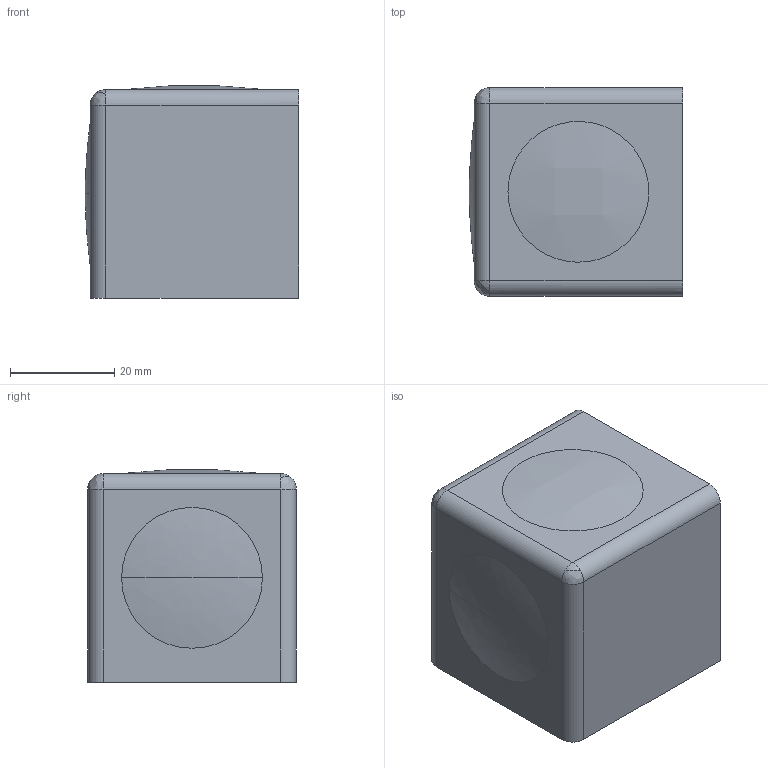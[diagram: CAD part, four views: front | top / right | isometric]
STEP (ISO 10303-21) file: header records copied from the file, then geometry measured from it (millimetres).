
FILE_DESCRIPTION (( 'STEP AP214' ), '1' );
FILE_NAME ('61210561', '2019-02-04T09:32:05', ( '' ), ('JUGARD+KÜNSTNER GmbH'), 'SwSTEP 2.0', 'SolidWorks 2017', '' );
FILE_SCHEMA (( 'AUTOMOTIVE_DESIGN' ));
Length unit declared in the file: millimetre
Products named in the file (1): 61210561_CNAJF00
Bounding box: 40.92 x 40 x 40.71 mm (x, y, z)
Volume: 63647.7 mm3; surface area: 9378.9 mm2
Topology: 1 solids, 1 shells, 20 faces, 51 edges, 30 vertices
Faces by surface type: plane 9, bspline 6, cylinder 5
Entity records: 796 total; most frequent: CARTESIAN_POINT 282, ORIENTED_EDGE 92, DIRECTION 92, EDGE_CURVE 46, AXIS2_PLACEMENT_3D 33, VERTEX_POINT 30, VECTOR 26, LINE 26
